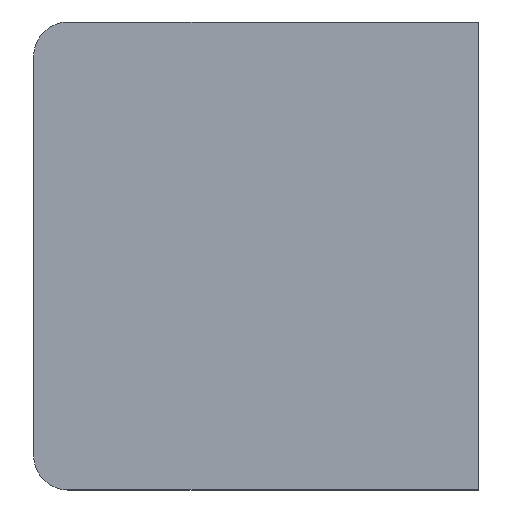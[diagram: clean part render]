
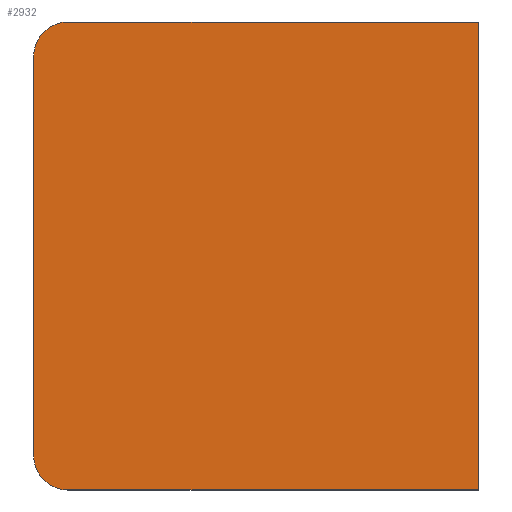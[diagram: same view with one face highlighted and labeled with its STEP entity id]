
A CAD part, left-side view. The second image highlights one B-rep face of the part: STEP entity #2932.
In plain terms, the highlighted planar face has unit normal (-1, 0, 0).
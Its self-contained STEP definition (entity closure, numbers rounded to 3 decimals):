
#166 = VECTOR ( 'NONE', #3355, 1000. ) ;
#170 = DIRECTION ( 'NONE',  ( 0., 0., 1. ) ) ;
#339 = DIRECTION ( 'NONE',  ( 0., 0., -1. ) ) ;
#342 = CARTESIAN_POINT ( 'NONE',  ( -77.15, 65., -29.2 ) ) ;
#467 = DIRECTION ( 'NONE',  ( 0., -1., 0. ) ) ;
#621 = VERTEX_POINT ( 'NONE', #2530 ) ;
#993 = VECTOR ( 'NONE', #467, 1000. ) ;
#1011 = VERTEX_POINT ( 'NONE', #342 ) ;
#1260 = EDGE_CURVE ( 'NONE', #621, #3541, #2281, .T. ) ;
#1352 = CIRCLE ( 'NONE', #4505, 5. ) ;
#1409 = CIRCLE ( 'NONE', #3350, 5. ) ;
#1432 = DIRECTION ( 'NONE',  ( 0., 0., -1. ) ) ;
#1614 = VECTOR ( 'NONE', #170, 1000. ) ;
#1668 = EDGE_CURVE ( 'NONE', #3260, #4104, #4658, .T. ) ;
#1883 = ORIENTED_EDGE ( 'NONE', *, *, #1980, .F. ) ;
#1890 = EDGE_CURVE ( 'NONE', #4104, #3541, #1951, .T. ) ;
#1951 = LINE ( 'NONE', #3377, #166 ) ;
#1980 = EDGE_CURVE ( 'NONE', #1011, #4180, #4107, .T. ) ;
#2046 = DIRECTION ( 'NONE',  ( 0., -1., 0. ) ) ;
#2161 = PLANE ( 'NONE',  #2815 ) ;
#2269 = VECTOR ( 'NONE', #2046, 1000. ) ;
#2281 = LINE ( 'NONE', #2332, #993 ) ;
#2332 = CARTESIAN_POINT ( 'NONE',  ( -77.15, 3., 34.2 ) ) ;
#2366 = CARTESIAN_POINT ( 'NONE',  ( -77.15, 0., 34.2 ) ) ;
#2461 = ORIENTED_EDGE ( 'NONE', *, *, #4597, .T. ) ;
#2530 = CARTESIAN_POINT ( 'NONE',  ( -77.15, 60., 34.2 ) ) ;
#2559 = CARTESIAN_POINT ( 'NONE',  ( -77.15, 60., 29.2 ) ) ;
#2587 = ORIENTED_EDGE ( 'NONE', *, *, #3860, .T. ) ;
#2815 = AXIS2_PLACEMENT_3D ( 'NONE', #3593, #3130, #4567 ) ;
#2923 = EDGE_LOOP ( 'NONE', ( #4195, #2587, #1883, #2461, #3152, #4153 ) ) ;
#2932 = ADVANCED_FACE ( 'NONE', ( #3202 ), #2161, .F. ) ;
#3092 = CARTESIAN_POINT ( 'NONE',  ( -77.15, 65., 29.2 ) ) ;
#3130 = DIRECTION ( 'NONE',  ( 1., 0., 0. ) ) ;
#3152 = ORIENTED_EDGE ( 'NONE', *, *, #1668, .T. ) ;
#3202 = FACE_OUTER_BOUND ( 'NONE', #2923, .T. ) ;
#3260 = VERTEX_POINT ( 'NONE', #4626 ) ;
#3350 = AXIS2_PLACEMENT_3D ( 'NONE', #2559, #3671, #1432 ) ;
#3355 = DIRECTION ( 'NONE',  ( 0., 0., 1. ) ) ;
#3377 = CARTESIAN_POINT ( 'NONE',  ( -77.15, 0., 34.2 ) ) ;
#3537 = CARTESIAN_POINT ( 'NONE',  ( -77.15, 60., -29.2 ) ) ;
#3541 = VERTEX_POINT ( 'NONE', #2366 ) ;
#3543 = CARTESIAN_POINT ( 'NONE',  ( -77.15, 3., -34.2 ) ) ;
#3593 = CARTESIAN_POINT ( 'NONE',  ( -77.15, 3., 34.2 ) ) ;
#3671 = DIRECTION ( 'NONE',  ( -1., 0., 0. ) ) ;
#3753 = CARTESIAN_POINT ( 'NONE',  ( -77.15, 65., 0. ) ) ;
#3860 = EDGE_CURVE ( 'NONE', #621, #4180, #1409, .T. ) ;
#3922 = DIRECTION ( 'NONE',  ( -1., 0., 0. ) ) ;
#4104 = VERTEX_POINT ( 'NONE', #4264 ) ;
#4107 = LINE ( 'NONE', #3753, #1614 ) ;
#4153 = ORIENTED_EDGE ( 'NONE', *, *, #1890, .T. ) ;
#4180 = VERTEX_POINT ( 'NONE', #3092 ) ;
#4195 = ORIENTED_EDGE ( 'NONE', *, *, #1260, .F. ) ;
#4264 = CARTESIAN_POINT ( 'NONE',  ( -77.15, 0., -34.2 ) ) ;
#4505 = AXIS2_PLACEMENT_3D ( 'NONE', #3537, #3922, #339 ) ;
#4567 = DIRECTION ( 'NONE',  ( 0., 0., -1. ) ) ;
#4597 = EDGE_CURVE ( 'NONE', #1011, #3260, #1352, .T. ) ;
#4626 = CARTESIAN_POINT ( 'NONE',  ( -77.15, 60., -34.2 ) ) ;
#4658 = LINE ( 'NONE', #3543, #2269 ) ;
